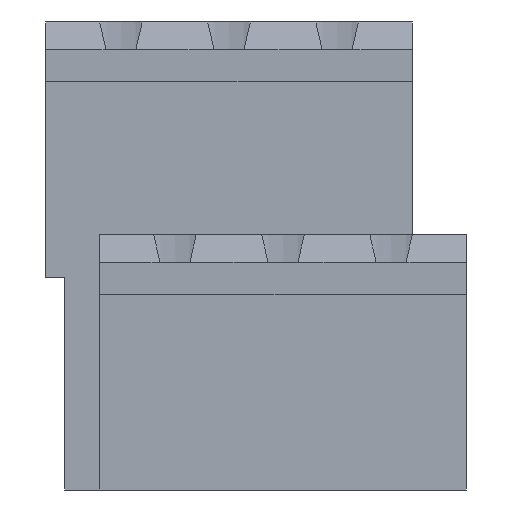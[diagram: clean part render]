
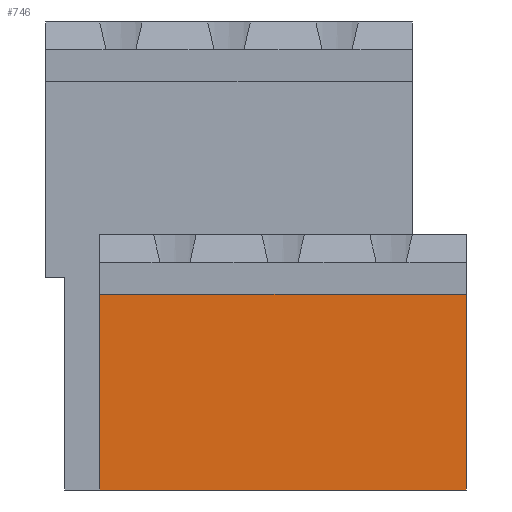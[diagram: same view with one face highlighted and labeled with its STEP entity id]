
A CAD part, front view. The second image highlights one B-rep face of the part: STEP entity #746.
In plain terms, the highlighted planar face has unit normal (0, -1, 0).
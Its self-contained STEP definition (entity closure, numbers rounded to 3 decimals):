
#746 = ADVANCED_FACE( '', ( #1553 ), #1554, .F. );
#1553 = FACE_OUTER_BOUND( '', #2437, .T. );
#1554 = PLANE( '', #2438 );
#2437 = EDGE_LOOP( '', ( #4446, #4447, #4448, #4449 ) );
#2438 = AXIS2_PLACEMENT_3D( '', #4450, #4451, #4452 );
#4446 = ORIENTED_EDGE( '', *, *, #6251, .F. );
#4447 = ORIENTED_EDGE( '', *, *, #6331, .F. );
#4448 = ORIENTED_EDGE( '', *, *, #6332, .F. );
#4449 = ORIENTED_EDGE( '', *, *, #6333, .F. );
#4450 = CARTESIAN_POINT( '', ( 0., -18.85, 0. ) );
#4451 = DIRECTION( '', ( 0., 1., 0. ) );
#4452 = DIRECTION( '', ( 0., 0., 1. ) );
#6251 = EDGE_CURVE( '', #7798, #7800, #7801, .T. );
#6331 = EDGE_CURVE( '', #7899, #7798, #7900, .T. );
#6332 = EDGE_CURVE( '', #7901, #7899, #7902, .T. );
#6333 = EDGE_CURVE( '', #7800, #7901, #7903, .T. );
#7798 = VERTEX_POINT( '', #9963 );
#7800 = VERTEX_POINT( '', #9966 );
#7801 = LINE( '', #9967, #9968 );
#7899 = VERTEX_POINT( '', #10112 );
#7900 = LINE( '', #10113, #10114 );
#7901 = VERTEX_POINT( '', #10115 );
#7902 = LINE( '', #10116, #10117 );
#7903 = LINE( '', #10118, #10119 );
#9963 = CARTESIAN_POINT( '', ( -6.08, -18.85, -11. ) );
#9966 = CARTESIAN_POINT( '', ( -6.08, -18.85, -1.8 ) );
#9967 = CARTESIAN_POINT( '', ( -6.08, -18.85, -11. ) );
#9968 = VECTOR( '', #11216, 1000. );
#10112 = CARTESIAN_POINT( '', ( 11.16, -18.85, -11. ) );
#10113 = CARTESIAN_POINT( '', ( 11.16, -18.85, -11. ) );
#10114 = VECTOR( '', #11275, 1000. );
#10115 = CARTESIAN_POINT( '', ( 11.16, -18.85, -1.8 ) );
#10116 = CARTESIAN_POINT( '', ( 11.16, -18.85, -1.8 ) );
#10117 = VECTOR( '', #11276, 1000. );
#10118 = CARTESIAN_POINT( '', ( -6.08, -18.85, -1.8 ) );
#10119 = VECTOR( '', #11277, 1000. );
#11216 = DIRECTION( '', ( 0., 0., 1. ) );
#11275 = DIRECTION( '', ( -1., 0., 0. ) );
#11276 = DIRECTION( '', ( 0., 0., -1. ) );
#11277 = DIRECTION( '', ( 1., 0., 0. ) );
